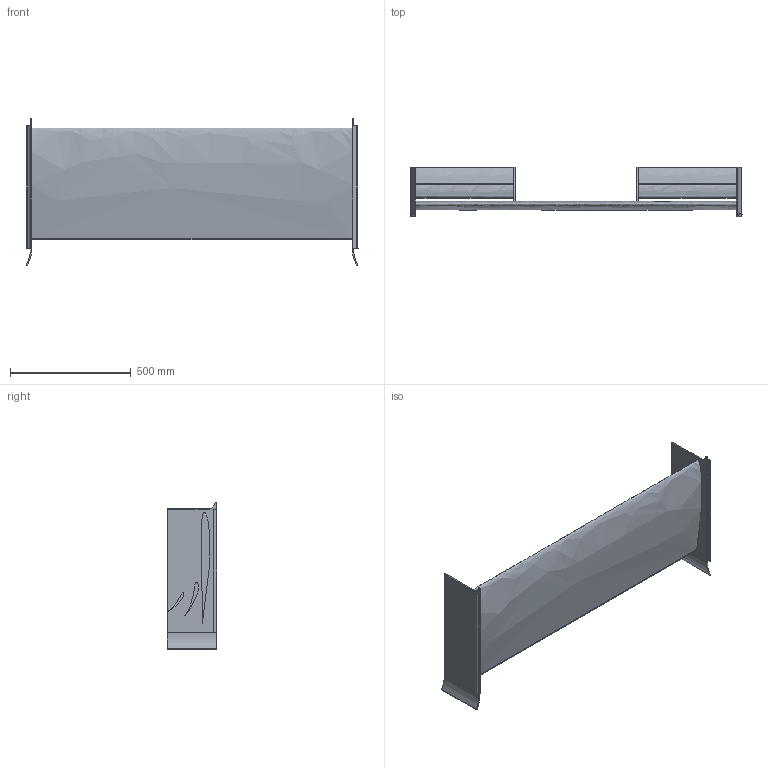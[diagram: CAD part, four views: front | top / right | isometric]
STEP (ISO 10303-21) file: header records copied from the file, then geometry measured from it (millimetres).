
FILE_DESCRIPTION (( 'STEP AP214' ), '1' );
FILE_NAME ('NFR_25_FrontWing_V2 (drew)NO_VORTEX_GENS.STEP', '2024-11-06T23:40:06', ( '' ), ( '' ), 'SwSTEP 2.0', 'SolidWorks 2024', '' );
FILE_SCHEMA (( 'AUTOMOTIVE_DESIGN' ));
Length unit declared in the file: inch
Products named in the file (1): NFR_25_FrontWing_V2 (drew)NO_VORTEX_GENS
Bounding box: 1374.18 x 204 x 607.21 mm (x, y, z)
Volume: 15674005.1 mm3; surface area: 2282280.6 mm2
Topology: 1 solids, 1 shells, 64 faces, 182 edges, 112 vertices
Faces by surface type: plane 32, cylinder 17, bspline 15
Entity records: 3679 total; most frequent: CARTESIAN_POINT 2172, ORIENTED_EDGE 340, DIRECTION 254, EDGE_CURVE 170, VERTEX_POINT 108, LINE 94, VECTOR 94, AXIS2_PLACEMENT_3D 80
